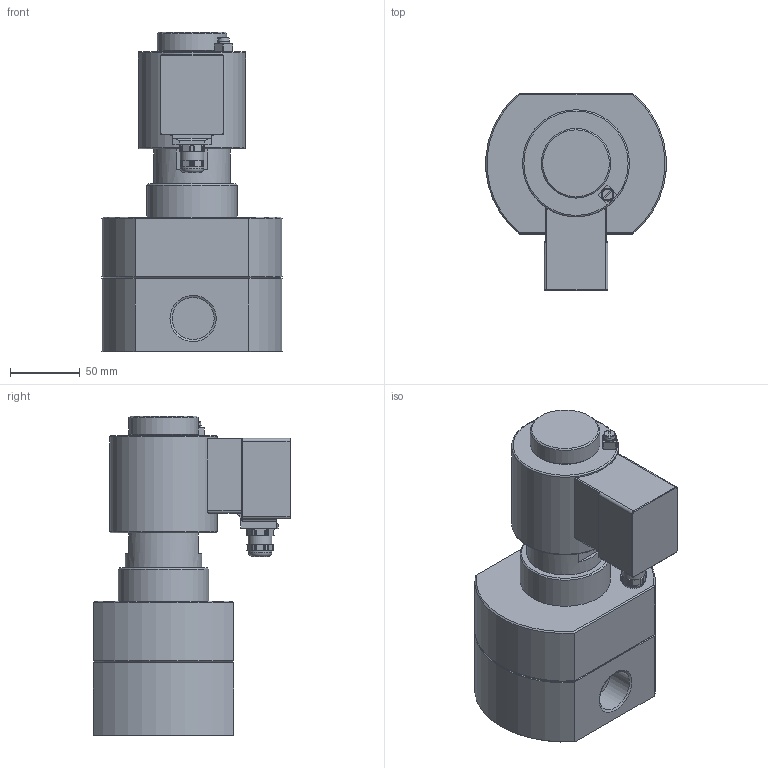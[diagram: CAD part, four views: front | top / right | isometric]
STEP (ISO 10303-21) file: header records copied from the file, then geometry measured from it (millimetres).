
FILE_DESCRIPTION(/* description */ ('3D-Modell'),/* implementation_level */ '2;1');
FILE_NAME(/* name */ '050.002423_2-529-25-1315-.242-1W.stp',/* time_stamp */ '2023-06-20T12:07:36+02:00',/* author */ ('CBeuthner'),/* organization */ (''),/* preprocessor_version */ 'ST-DEVELOPER v16.1',/* originating_system */ 'Autodesk Inventor 2016',/* authorisation */ '');
FILE_SCHEMA (('CONFIG_CONTROL_DESIGN'));
Length unit declared in the file: millimetre
Products named in the file (1): 88-005989
Bounding box: 129.57 x 142 x 230 mm (x, y, z)
Volume: 1743128 mm3; surface area: 117974 mm2
Topology: 2 solids, 2 shells, 241 faces, 592 edges, 367 vertices
Faces by surface type: plane 103, cylinder 76, cone 45, torus 13, bspline 4
Full cylindrical faces by diameter (mm): 4.51 x1, 6.647 x2, 17 x2, 30.291 x2, 50 x1, 55 x1, 65 x1, 77 x1
Entity records: 8136 total; most frequent: CARTESIAN_POINT 2604, ORIENTED_EDGE 1130, DIRECTION 1024, EDGE_CURVE 564, AXIS2_PLACEMENT_3D 404, VERTEX_POINT 364, EDGE_LOOP 279, FACE_OUTER_BOUND 241
